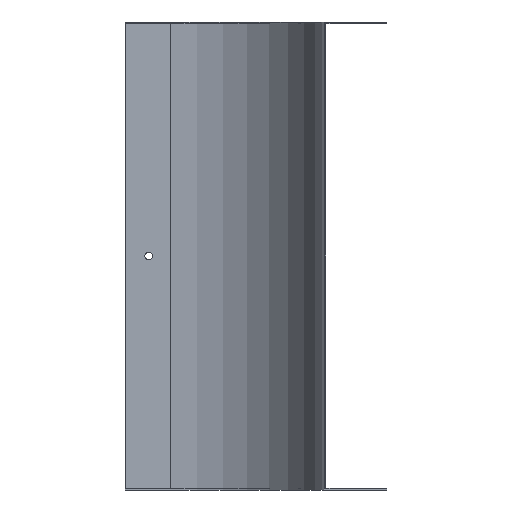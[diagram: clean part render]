
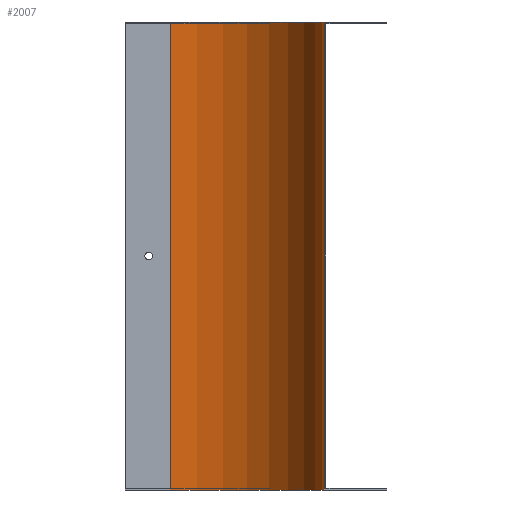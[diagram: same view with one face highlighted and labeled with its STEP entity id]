
A CAD part, left-side view. The second image highlights one B-rep face of the part: STEP entity #2007.
In plain terms, the highlighted cylindrical face has radius 99 mm (diameter 198 mm), a partial arc.
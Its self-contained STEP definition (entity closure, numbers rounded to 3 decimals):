
#35 = AXIS2_PLACEMENT_3D ( 'NONE', #1881, #1880, #1879 ) ;
#54 = AXIS2_PLACEMENT_3D ( 'NONE', #1523, #1522, #1521 ) ;
#89 = EDGE_CURVE ( 'NONE', #1087, #1141, #489, .T. ) ;
#142 = EDGE_CURVE ( 'NONE', #1123, #1141, #586, .T. ) ;
#190 = EDGE_CURVE ( 'NONE', #1089, #1087, #746, .T. ) ;
#246 = AXIS2_PLACEMENT_3D ( 'NONE', #690, #692, #691 ) ;
#286 = EDGE_CURVE ( 'NONE', #1089, #1123, #838, .T. ) ;
#390 = EDGE_LOOP ( 'NONE', ( #1351, #1352, #1353, #1354 ) ) ;
#489 = LINE ( 'NONE', #1833, #493 ) ;
#493 = VECTOR ( 'NONE', #1625, 1000. ) ;
#577 = VECTOR ( 'NONE', #603, 1000. ) ;
#586 = CIRCLE ( 'NONE', #54, 99. ) ;
#603 = DIRECTION ( 'NONE',  ( 0., 0., 1. ) ) ;
#605 = CARTESIAN_POINT ( 'NONE',  ( -140., 40., -300. ) ) ;
#690 = CARTESIAN_POINT ( 'NONE',  ( -140., 139., -300. ) ) ;
#691 = DIRECTION ( 'NONE',  ( 1., 0., 0. ) ) ;
#692 = DIRECTION ( 'NONE',  ( 0., 0., 1. ) ) ;
#746 = CIRCLE ( 'NONE', #35, 99. ) ;
#838 = LINE ( 'NONE', #605, #577 ) ;
#898 = CARTESIAN_POINT ( 'NONE',  ( -140., 40., -300. ) ) ;
#900 = CARTESIAN_POINT ( 'NONE',  ( -41., 139., -300. ) ) ;
#1087 = VERTEX_POINT ( 'NONE', #900 ) ;
#1089 = VERTEX_POINT ( 'NONE', #898 ) ;
#1123 = VERTEX_POINT ( 'NONE', #1797 ) ;
#1141 = VERTEX_POINT ( 'NONE', #1702 ) ;
#1285 = FACE_OUTER_BOUND ( 'NONE', #390, .T. ) ;
#1291 = CYLINDRICAL_SURFACE ( 'NONE', #246, 99. ) ;
#1351 = ORIENTED_EDGE ( 'NONE', *, *, #142, .T. ) ;
#1352 = ORIENTED_EDGE ( 'NONE', *, *, #89, .F. ) ;
#1353 = ORIENTED_EDGE ( 'NONE', *, *, #190, .F. ) ;
#1354 = ORIENTED_EDGE ( 'NONE', *, *, #286, .T. ) ;
#1521 = DIRECTION ( 'NONE',  ( -1., 0., 0. ) ) ;
#1522 = DIRECTION ( 'NONE',  ( 0., 0., 1. ) ) ;
#1523 = CARTESIAN_POINT ( 'NONE',  ( -140., 139., 1. ) ) ;
#1625 = DIRECTION ( 'NONE',  ( 0., 0., 1. ) ) ;
#1702 = CARTESIAN_POINT ( 'NONE',  ( -41., 139., 1. ) ) ;
#1797 = CARTESIAN_POINT ( 'NONE',  ( -140., 40., 1. ) ) ;
#1833 = CARTESIAN_POINT ( 'NONE',  ( -41., 139., -300. ) ) ;
#1879 = DIRECTION ( 'NONE',  ( -1., 0., 0. ) ) ;
#1880 = DIRECTION ( 'NONE',  ( 0., 0., 1. ) ) ;
#1881 = CARTESIAN_POINT ( 'NONE',  ( -140., 139., -300. ) ) ;
#2007 = ADVANCED_FACE ( 'NONE', ( #1285 ), #1291, .F. ) ;
